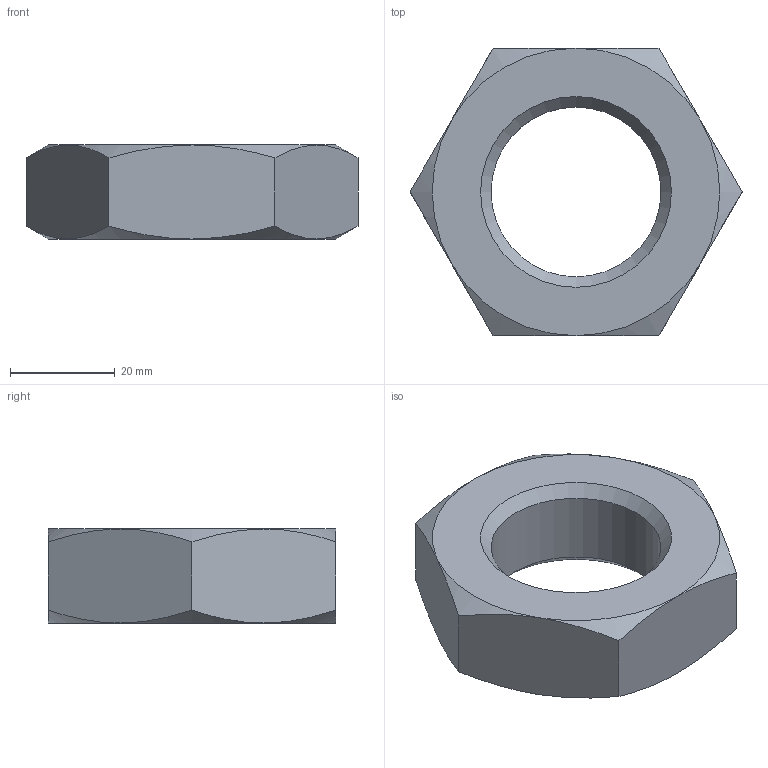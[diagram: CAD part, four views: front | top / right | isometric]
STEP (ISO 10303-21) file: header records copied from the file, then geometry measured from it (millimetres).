
FILE_DESCRIPTION((''),'2;1');
FILE_NAME('1320_200_18F.stp','2006-07-10T16:34:37',('rivolro1'),(''),'Autodesk Inventor 11','Autodesk Inventor 11','');
FILE_SCHEMA(('AUTOMOTIVE_DESIGN { 1 0 10303 214 1 1 1 1 }'));
Length unit declared in the file: millimetre
Products named in the file (1): 1320_200_18F
Bounding box: 63.51 x 55 x 18 mm (x, y, z)
Volume: 31406.4 mm3; surface area: 8366 mm2
Topology: 1 solids, 1 shells, 23 faces, 50 edges, 29 vertices
Faces by surface type: cone 13, plane 8, bspline 2
Entity records: 621 total; most frequent: CARTESIAN_POINT 180, ORIENTED_EDGE 92, DIRECTION 82, EDGE_CURVE 46, AXIS2_PLACEMENT_3D 38, VERTEX_POINT 28, EDGE_LOOP 28, FACE_OUTER_BOUND 23
